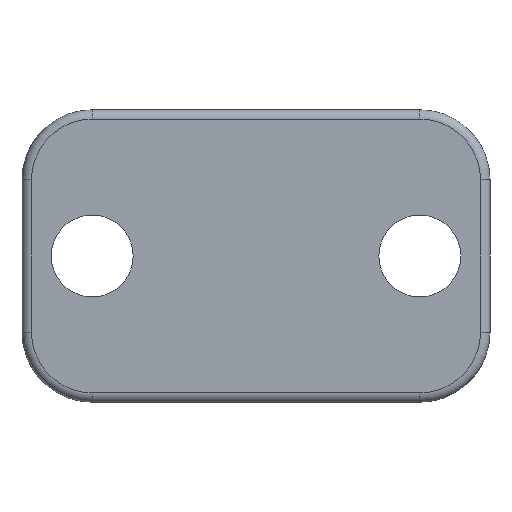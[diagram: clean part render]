
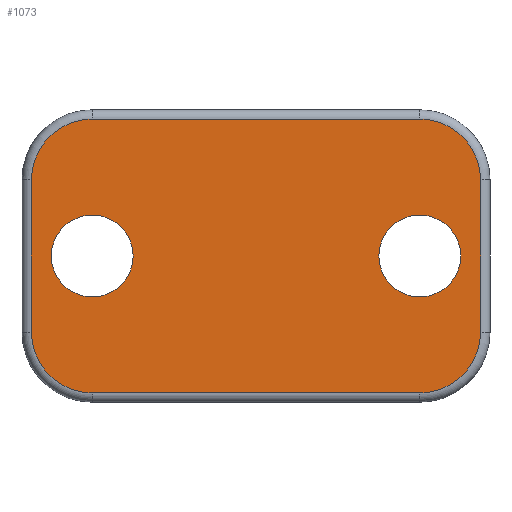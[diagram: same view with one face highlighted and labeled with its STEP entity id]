
A CAD part, front view. The second image highlights one B-rep face of the part: STEP entity #1073.
In plain terms, the highlighted planar face has unit normal (0, -1, 0).
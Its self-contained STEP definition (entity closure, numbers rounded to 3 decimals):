
#4 = CARTESIAN_POINT ( 'NONE',  ( -14., 0., 0. ) ) ;
#10 = VERTEX_POINT ( 'NONE', #1000 ) ;
#29 = VERTEX_POINT ( 'NONE', #1439 ) ;
#48 = CARTESIAN_POINT ( 'NONE',  ( -19.2, 0., -6.5 ) ) ;
#72 = VERTEX_POINT ( 'NONE', #876 ) ;
#74 = EDGE_CURVE ( 'NONE', #10, #29, #1374, .T. ) ;
#80 = EDGE_CURVE ( 'NONE', #458, #261, #221, .T. ) ;
#104 = DIRECTION ( 'NONE',  ( 0., -1., 0. ) ) ;
#115 = AXIS2_PLACEMENT_3D ( 'NONE', #987, #1185, #680 ) ;
#116 = CARTESIAN_POINT ( 'NONE',  ( 14., 0., -11.7 ) ) ;
#148 = EDGE_CURVE ( 'NONE', #974, #72, #206, .T. ) ;
#157 = EDGE_CURVE ( 'NONE', #72, #458, #1363, .T. ) ;
#187 = EDGE_LOOP ( 'NONE', ( #916, #854 ) ) ;
#206 = CIRCLE ( 'NONE', #1056, 5.2 ) ;
#221 = CIRCLE ( 'NONE', #1462, 5.2 ) ;
#231 = DIRECTION ( 'NONE',  ( 0., -1., 0. ) ) ;
#253 = EDGE_CURVE ( 'NONE', #689, #1182, #858, .T. ) ;
#254 = DIRECTION ( 'NONE',  ( 0., 0., 1. ) ) ;
#261 = VERTEX_POINT ( 'NONE', #491 ) ;
#290 = DIRECTION ( 'NONE',  ( 0., -1., 0. ) ) ;
#299 = AXIS2_PLACEMENT_3D ( 'NONE', #468, #104, #1162 ) ;
#313 = CIRCLE ( 'NONE', #1253, 3.5 ) ;
#334 = EDGE_CURVE ( 'NONE', #770, #1283, #608, .T. ) ;
#340 = CARTESIAN_POINT ( 'NONE',  ( -14., 0., 11.7 ) ) ;
#360 = DIRECTION ( 'NONE',  ( 0., 0., 1. ) ) ;
#363 = EDGE_LOOP ( 'NONE', ( #672, #789, #632, #526, #579, #923, #938, #973 ) ) ;
#384 = CARTESIAN_POINT ( 'NONE',  ( -14., 0., -11.7 ) ) ;
#409 = VERTEX_POINT ( 'NONE', #966 ) ;
#423 = VERTEX_POINT ( 'NONE', #496 ) ;
#436 = AXIS2_PLACEMENT_3D ( 'NONE', #4, #231, #1276 ) ;
#454 = AXIS2_PLACEMENT_3D ( 'NONE', #848, #1507, #1317 ) ;
#458 = VERTEX_POINT ( 'NONE', #609 ) ;
#463 = CARTESIAN_POINT ( 'NONE',  ( 14., 0., 6.5 ) ) ;
#466 = VECTOR ( 'NONE', #556, 1000. ) ;
#468 = CARTESIAN_POINT ( 'NONE',  ( -14., 0., 6.5 ) ) ;
#491 = CARTESIAN_POINT ( 'NONE',  ( 14., 0., 11.7 ) ) ;
#492 = DIRECTION ( 'NONE',  ( 0., 0., -1. ) ) ;
#494 = EDGE_CURVE ( 'NONE', #409, #423, #530, .T. ) ;
#496 = CARTESIAN_POINT ( 'NONE',  ( 14., 0., 3.5 ) ) ;
#526 = ORIENTED_EDGE ( 'NONE', *, *, #800, .T. ) ;
#530 = CIRCLE ( 'NONE', #881, 3.5 ) ;
#556 = DIRECTION ( 'NONE',  ( -1., 0., 0. ) ) ;
#579 = ORIENTED_EDGE ( 'NONE', *, *, #253, .T. ) ;
#597 = DIRECTION ( 'NONE',  ( 0., 0., 1. ) ) ;
#606 = DIRECTION ( 'NONE',  ( 1., 0., 0. ) ) ;
#608 = CIRCLE ( 'NONE', #299, 5.2 ) ;
#609 = CARTESIAN_POINT ( 'NONE',  ( 19.2, 0., 6.5 ) ) ;
#618 = EDGE_CURVE ( 'NONE', #1182, #974, #1517, .T. ) ;
#623 = ORIENTED_EDGE ( 'NONE', *, *, #736, .F. ) ;
#630 = EDGE_CURVE ( 'NONE', #261, #770, #714, .T. ) ;
#632 = ORIENTED_EDGE ( 'NONE', *, *, #334, .T. ) ;
#639 = CARTESIAN_POINT ( 'NONE',  ( -14., 0., -11.7 ) ) ;
#650 = DIRECTION ( 'NONE',  ( 0., -1., 0. ) ) ;
#672 = ORIENTED_EDGE ( 'NONE', *, *, #80, .T. ) ;
#680 = DIRECTION ( 'NONE',  ( 0., 0., 1. ) ) ;
#689 = VERTEX_POINT ( 'NONE', #48 ) ;
#714 = LINE ( 'NONE', #340, #466 ) ;
#736 = EDGE_CURVE ( 'NONE', #423, #409, #779, .T. ) ;
#770 = VERTEX_POINT ( 'NONE', #1036 ) ;
#779 = CIRCLE ( 'NONE', #1489, 3.5 ) ;
#789 = ORIENTED_EDGE ( 'NONE', *, *, #630, .T. ) ;
#800 = EDGE_CURVE ( 'NONE', #1283, #689, #1228, .T. ) ;
#813 = FACE_OUTER_BOUND ( 'NONE', #363, .T. ) ;
#829 = VECTOR ( 'NONE', #1068, 1000. ) ;
#848 = CARTESIAN_POINT ( 'NONE',  ( -14., 0., -6.5 ) ) ;
#850 = CARTESIAN_POINT ( 'NONE',  ( 19.2, 0., 6.5 ) ) ;
#854 = ORIENTED_EDGE ( 'NONE', *, *, #1055, .F. ) ;
#858 = CIRCLE ( 'NONE', #454, 5.2 ) ;
#871 = CARTESIAN_POINT ( 'NONE',  ( 14., 0., -6.5 ) ) ;
#876 = CARTESIAN_POINT ( 'NONE',  ( 19.2, 0., -6.5 ) ) ;
#881 = AXIS2_PLACEMENT_3D ( 'NONE', #929, #650, #492 ) ;
#916 = ORIENTED_EDGE ( 'NONE', *, *, #74, .F. ) ;
#923 = ORIENTED_EDGE ( 'NONE', *, *, #618, .T. ) ;
#929 = CARTESIAN_POINT ( 'NONE',  ( 14., 0., 0. ) ) ;
#938 = ORIENTED_EDGE ( 'NONE', *, *, #148, .T. ) ;
#964 = CARTESIAN_POINT ( 'NONE',  ( 14., 0., 0. ) ) ;
#966 = CARTESIAN_POINT ( 'NONE',  ( 14., 0., -3.5 ) ) ;
#973 = ORIENTED_EDGE ( 'NONE', *, *, #157, .T. ) ;
#974 = VERTEX_POINT ( 'NONE', #116 ) ;
#987 = CARTESIAN_POINT ( 'NONE',  ( -14., 0., 6.5 ) ) ;
#993 = DIRECTION ( 'NONE',  ( 0., -1., 0. ) ) ;
#1000 = CARTESIAN_POINT ( 'NONE',  ( -14., 0., -3.5 ) ) ;
#1003 = CARTESIAN_POINT ( 'NONE',  ( -14., 0., 0. ) ) ;
#1019 = DIRECTION ( 'NONE',  ( 0., 0., -1. ) ) ;
#1036 = CARTESIAN_POINT ( 'NONE',  ( -14., 0., 11.7 ) ) ;
#1055 = EDGE_CURVE ( 'NONE', #29, #10, #313, .T. ) ;
#1056 = AXIS2_PLACEMENT_3D ( 'NONE', #871, #1291, #254 ) ;
#1068 = DIRECTION ( 'NONE',  ( 0., 0., -1. ) ) ;
#1073 = ADVANCED_FACE ( 'NONE', ( #813, #1232, #1498 ), #1191, .F. ) ;
#1104 = DIRECTION ( 'NONE',  ( 0., 0., -1. ) ) ;
#1155 = CARTESIAN_POINT ( 'NONE',  ( -19.2, 0., 6.5 ) ) ;
#1162 = DIRECTION ( 'NONE',  ( 0., 0., 1. ) ) ;
#1182 = VERTEX_POINT ( 'NONE', #639 ) ;
#1185 = DIRECTION ( 'NONE',  ( 0., 1., 0. ) ) ;
#1191 = PLANE ( 'NONE',  #115 ) ;
#1228 = LINE ( 'NONE', #1155, #829 ) ;
#1232 = FACE_BOUND ( 'NONE', #1490, .T. ) ;
#1240 = CARTESIAN_POINT ( 'NONE',  ( -19.2, 0., 6.5 ) ) ;
#1253 = AXIS2_PLACEMENT_3D ( 'NONE', #1003, #290, #1104 ) ;
#1272 = VECTOR ( 'NONE', #360, 1000. ) ;
#1276 = DIRECTION ( 'NONE',  ( 0., 0., -1. ) ) ;
#1283 = VERTEX_POINT ( 'NONE', #1240 ) ;
#1291 = DIRECTION ( 'NONE',  ( 0., -1., 0. ) ) ;
#1317 = DIRECTION ( 'NONE',  ( 0., 0., 1. ) ) ;
#1363 = LINE ( 'NONE', #850, #1272 ) ;
#1374 = CIRCLE ( 'NONE', #436, 3.5 ) ;
#1395 = VECTOR ( 'NONE', #606, 1000. ) ;
#1439 = CARTESIAN_POINT ( 'NONE',  ( -14., 0., 3.5 ) ) ;
#1462 = AXIS2_PLACEMENT_3D ( 'NONE', #463, #1514, #597 ) ;
#1489 = AXIS2_PLACEMENT_3D ( 'NONE', #964, #993, #1019 ) ;
#1490 = EDGE_LOOP ( 'NONE', ( #1510, #623 ) ) ;
#1498 = FACE_BOUND ( 'NONE', #187, .T. ) ;
#1507 = DIRECTION ( 'NONE',  ( 0., -1., 0. ) ) ;
#1510 = ORIENTED_EDGE ( 'NONE', *, *, #494, .F. ) ;
#1514 = DIRECTION ( 'NONE',  ( 0., -1., 0. ) ) ;
#1517 = LINE ( 'NONE', #384, #1395 ) ;
